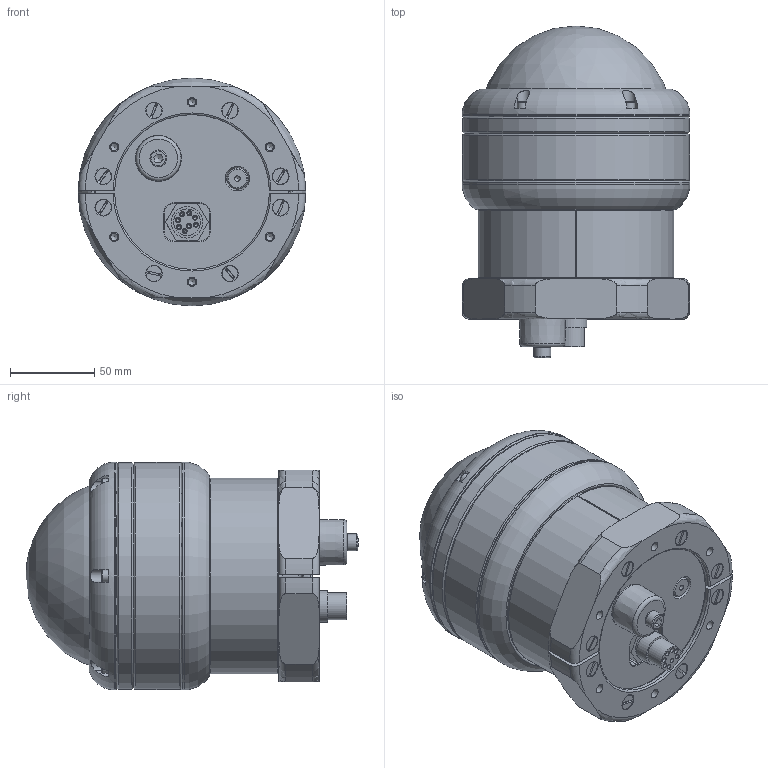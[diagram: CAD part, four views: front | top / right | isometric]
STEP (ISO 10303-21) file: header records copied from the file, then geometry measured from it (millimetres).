
FILE_DESCRIPTION(/* description */ (''),/* implementation_level */ '2;1');
FILE_NAME(/* name */ '8361-002-02 - Emitter assy.stp',/* time_stamp */ '2017-11-17T13:45:42+00:00',/* author */ ('DRH'),/* organization */ (''),/* preprocessor_version */ 'ST-DEVELOPER v16.5',/* originating_system */ 'Autodesk Inventor 2017',/* authorisation */ '');
FILE_SCHEMA (('AUTOMOTIVE_DESIGN { 1 0 10303 214 3 1 1 }'));
Length unit declared in the file: millimetre
Products named in the file (2): Emitter assy with Ti ring; 620-0399
Assembly tree (1 placements, depth 2):
  Emitter assy with Ti ring
    620-0399
Bounding box: 135.5 x 197.4 x 135.5 mm (x, y, z)
Volume: 1922006.1 mm3; surface area: 162160.3 mm2
Topology: 1 solids, 1 shells, 542 faces, 1380 edges, 906 vertices
Faces by surface type: plane 212, cylinder 191, cone 71, torus 66, sphere 2
Full cylindrical faces by diameter (mm): 2 x8, 3 x8, 3.242 x7, 4 x6, 4.134 x6, 4.3 x6, 5 x14, 5.5 x28, 6.2 x6, 7.22 x6, 9 x2, 9.754 x2, 10 x1, 12.598 x3, 12.75 x1, 15.9 x1, 17.526 x1, 18.796 x1, 97 x1, 116 x2, 116.5 x1, 118.931 x1, 135 x2, 135.5 x2
Entity records: 15459 total; most frequent: CARTESIAN_POINT 3030, DIRECTION 2596, ORIENTED_EDGE 2068, AXIS2_PLACEMENT_3D 1116, EDGE_CURVE 1034, EDGE_LOOP 867, VERTEX_POINT 777, FACE_OUTER_BOUND 542
